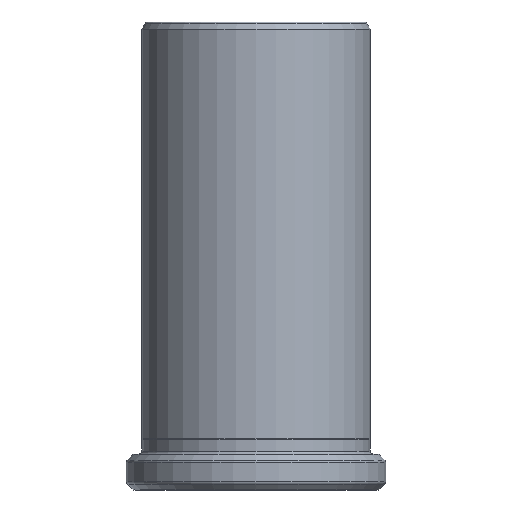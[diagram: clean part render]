
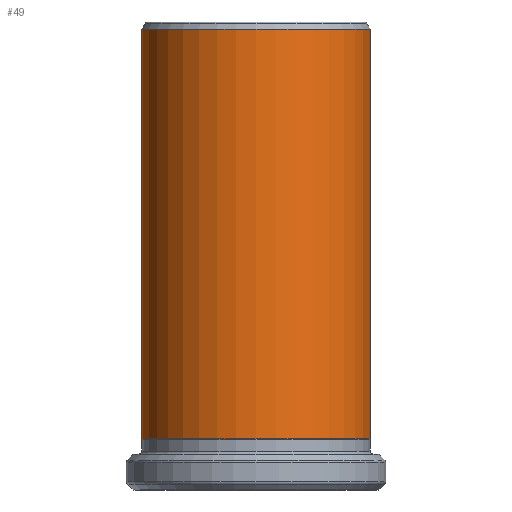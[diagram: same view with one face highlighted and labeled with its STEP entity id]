
A CAD part, front view. The second image highlights one B-rep face of the part: STEP entity #49.
In plain terms, the highlighted cylindrical face has radius 15.875 mm (diameter 31.75 mm), a full revolution.
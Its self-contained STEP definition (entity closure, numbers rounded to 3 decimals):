
#32=CYLINDRICAL_SURFACE('',#274,15.875);
#49=ADVANCED_FACE('',(#78,#79),#32,.T.);
#78=FACE_BOUND('',#116,.T.);
#79=FACE_BOUND('',#117,.T.);
#116=EDGE_LOOP('',(#154));
#117=EDGE_LOOP('',(#155));
#154=ORIENTED_EDGE('',*,*,#204,.F.);
#155=ORIENTED_EDGE('',*,*,#210,.F.);
#185=VERTEX_POINT('',#391);
#191=VERTEX_POINT('',#407);
#204=EDGE_CURVE('',#185,#185,#223,.T.);
#210=EDGE_CURVE('',#191,#191,#229,.T.);
#223=CIRCLE('',#263,15.875);
#229=CIRCLE('',#273,15.875);
#263=AXIS2_PLACEMENT_3D('',#390,#310,#311);
#273=AXIS2_PLACEMENT_3D('',#406,#330,#331);
#274=AXIS2_PLACEMENT_3D('',#408,#332,#333);
#310=DIRECTION('',(0.,0.,-1.));
#311=DIRECTION('',(1.,0.,0.));
#330=DIRECTION('',(0.,0.,1.));
#331=DIRECTION('',(-1.,0.,0.));
#332=DIRECTION('',(0.,0.,-1.));
#333=DIRECTION('',(1.,0.,0.));
#390=CARTESIAN_POINT('',(0.,0.,
2.127));
#391=CARTESIAN_POINT('',(15.875,0.,2.127));
#406=CARTESIAN_POINT('',(0.,0.,
58.973));
#407=CARTESIAN_POINT('',(-15.875,0.,58.973));
#408=CARTESIAN_POINT('',(0.,0.,
60.));
